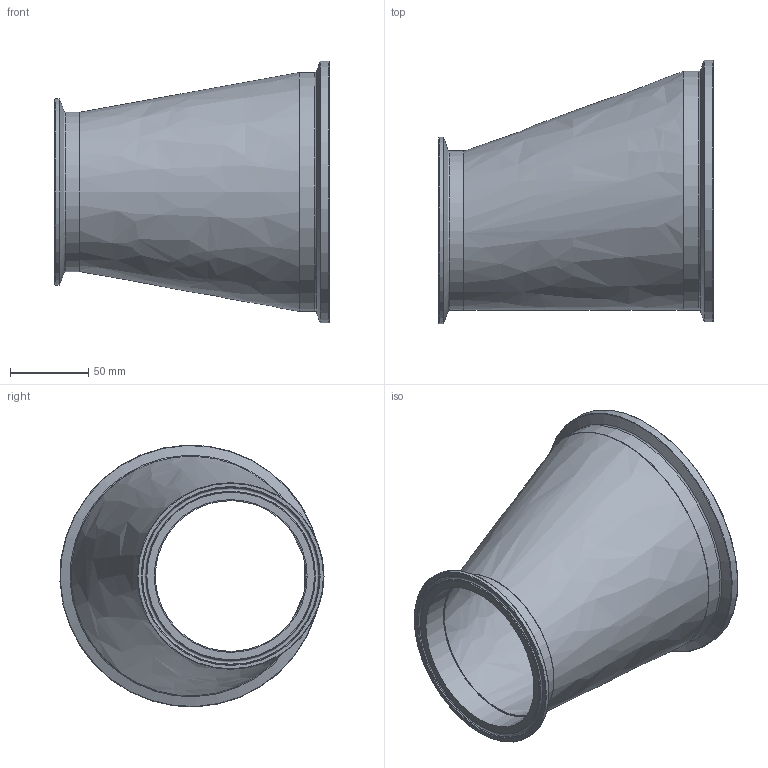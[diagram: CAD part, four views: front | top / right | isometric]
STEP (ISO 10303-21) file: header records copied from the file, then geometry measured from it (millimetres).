
FILE_DESCRIPTION(/* description */ (''),/* implementation_level */ '2;1');
FILE_NAME(/* name */ '32-14MP-6X4.stp',/* time_stamp */ '2021-01-19T14:25:33-05:00',/* author */ ('rick'),/* organization */ (''),/* preprocessor_version */ 'ST-DEVELOPER v18',/* originating_system */ 'Autodesk Inventor 2020',/* authorisation */ '');
FILE_SCHEMA (('AUTOMOTIVE_DESIGN { 1 0 10303 214 3 1 1 }'));
Length unit declared in the file: inch
Products named in the file (4): 32-14MP-6X4; 32W-6X4; 14WMP-4; 14WMP-6
Assembly tree (3 placements, depth 2):
  32-14MP-6X4
    32W-6X4
    14WMP-4
    14WMP-6
Bounding box: 174.62 x 168.23 x 166.74 mm (x, y, z)
Volume: 221495.5 mm3; surface area: 158304.7 mm2
Topology: 3 solids, 3 shells, 38 faces, 128 edges, 98 vertices
Faces by surface type: torus 16, plane 8, cylinder 6, cone 6, bspline 2
Full cylindrical faces by diameter (mm): 97.384 x1, 101.6 x1, 118.923 x1, 146.863 x1, 152.4 x1, 166.878 x1
Entity records: 1754 total; most frequent: DIRECTION 326, CARTESIAN_POINT 307, ORIENTED_EDGE 256, AXIS2_PLACEMENT_3D 157, EDGE_CURVE 128, CIRCLE 114, VERTEX_POINT 98, EDGE_LOOP 46
